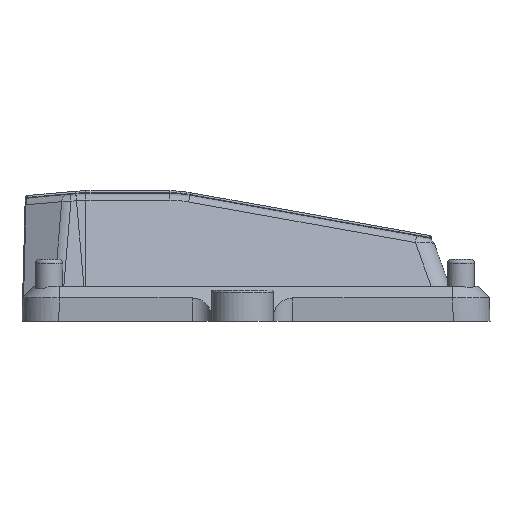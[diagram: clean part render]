
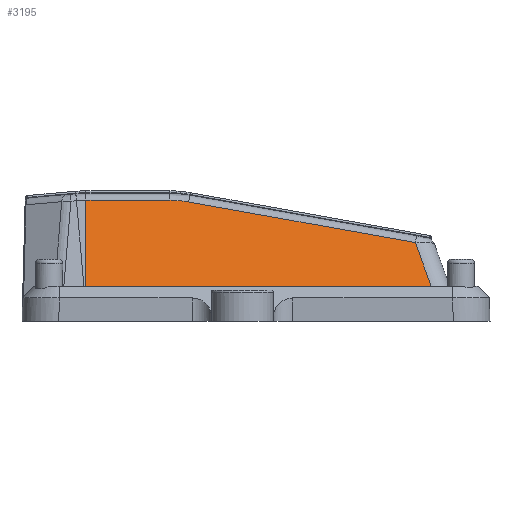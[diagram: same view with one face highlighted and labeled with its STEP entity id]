
A CAD part, left-side view. The second image highlights one B-rep face of the part: STEP entity #3195.
In plain terms, the highlighted planar face has unit normal (-0.955, 0, 0.298).
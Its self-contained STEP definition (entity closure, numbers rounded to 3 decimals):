
#2226 = VERTEX_POINT('',#2227);
#2227 = CARTESIAN_POINT('',(-121.935,26.467,9.));
#2234 = EDGE_CURVE('',#2226,#2235,#2237,.T.);
#2235 = VERTEX_POINT('',#2236);
#2236 = CARTESIAN_POINT('',(-121.935,115.747,9.));
#2237 = LINE('',#2238,#2239);
#2238 = CARTESIAN_POINT('',(-121.935,15.281,9.));
#2239 = VECTOR('',#2240,1.);
#2240 = DIRECTION('',(0.,1.,0.));
#3174 = EDGE_CURVE('',#2235,#3175,#3177,.T.);
#3175 = VERTEX_POINT('',#3176);
#3176 = CARTESIAN_POINT('',(-114.983,115.747,
    31.246));
#3177 = LINE('',#3178,#3179);
#3178 = CARTESIAN_POINT('',(-123.643,115.747,
    3.534));
#3179 = VECTOR('',#3180,1.);
#3180 = DIRECTION('',(0.298,0.,0.954));
#3195 = ADVANCED_FACE('',(#3196),#3231,.T.);
#3196 = FACE_BOUND('',#3197,.T.);
#3197 = EDGE_LOOP('',(#3198,#3209,#3215,#3216,#3217,#3225));
#3198 = ORIENTED_EDGE('',*,*,#3199,.T.);
#3199 = EDGE_CURVE('',#3200,#3202,#3204,.T.);
#3200 = VERTEX_POINT('',#3201);
#3201 = CARTESIAN_POINT('',(-115.117,89.185,
    30.815));
#3202 = VERTEX_POINT('',#3203);
#3203 = CARTESIAN_POINT('',(-114.983,94.034,
    31.246));
#3204 = ELLIPSE('',#3205,28.812,27.5);
#3205 = AXIS2_PLACEMENT_3D('',#3206,#3207,#3208);
#3206 = CARTESIAN_POINT('',(-123.577,94.034,3.746
    ));
#3207 = DIRECTION('',(-0.954,0.,0.298));
#3208 = DIRECTION('',(0.298,0.,0.954));
#3209 = ORIENTED_EDGE('',*,*,#3210,.T.);
#3210 = EDGE_CURVE('',#3202,#3175,#3211,.T.);
#3211 = LINE('',#3212,#3213);
#3212 = CARTESIAN_POINT('',(-114.983,115.747,
    31.246));
#3213 = VECTOR('',#3214,1.);
#3214 = DIRECTION('',(0.,1.,0.));
#3215 = ORIENTED_EDGE('',*,*,#3174,.F.);
#3216 = ORIENTED_EDGE('',*,*,#2234,.F.);
#3217 = ORIENTED_EDGE('',*,*,#3218,.T.);
#3218 = EDGE_CURVE('',#2226,#3219,#3221,.T.);
#3219 = VERTEX_POINT('',#3220);
#3220 = CARTESIAN_POINT('',(-118.397,30.587,
    20.319));
#3221 = LINE('',#3222,#3223);
#3222 = CARTESIAN_POINT('',(-86.92,67.249,
    121.047));
#3223 = VECTOR('',#3224,1.);
#3224 = DIRECTION('',(0.282,0.328,0.902));
#3225 = ORIENTED_EDGE('',*,*,#3226,.T.);
#3226 = EDGE_CURVE('',#3219,#3200,#3227,.T.);
#3227 = LINE('',#3228,#3229);
#3228 = CARTESIAN_POINT('',(-115.123,89.085,
    30.797));
#3229 = VECTOR('',#3230,1.);
#3230 = DIRECTION('',(0.055,0.983,0.176)
  );
#3231 = PLANE('',#3232);
#3232 = AXIS2_PLACEMENT_3D('',#3233,#3234,#3235);
#3233 = CARTESIAN_POINT('',(-114.435,332.781,33.));
#3234 = DIRECTION('',(-0.954,0.,0.298));
#3235 = DIRECTION('',(0.298,0.,0.954));
